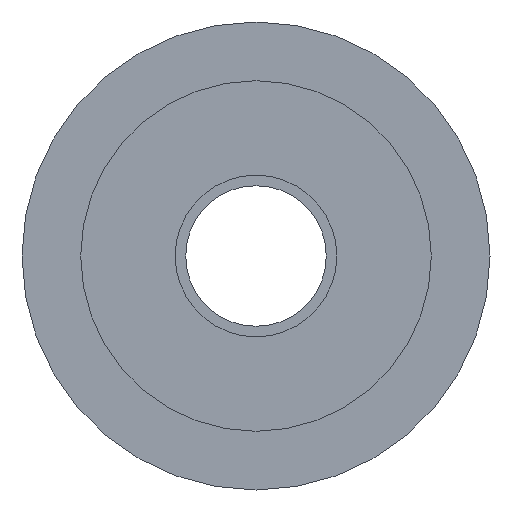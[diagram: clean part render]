
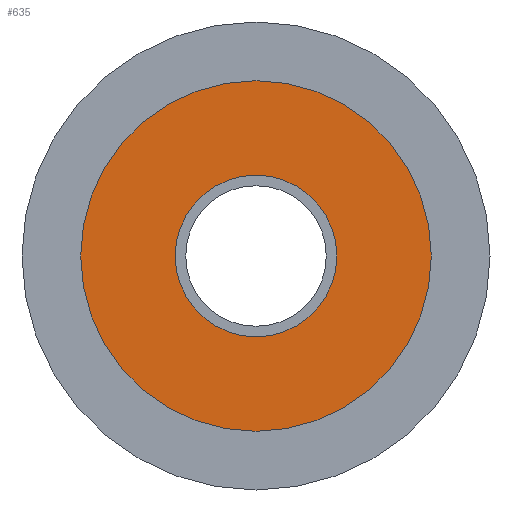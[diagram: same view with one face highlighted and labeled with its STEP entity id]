
A CAD part, front view. The second image highlights one B-rep face of the part: STEP entity #635.
In plain terms, the highlighted planar face has unit normal (0, -1, 0).
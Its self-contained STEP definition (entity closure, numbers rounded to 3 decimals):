
#68=FACE_BOUND('',#155,.T.);
#84=PLANE('',#834);
#112=FACE_OUTER_BOUND('',#154,.T.);
#154=EDGE_LOOP('',(#464,#465));
#155=EDGE_LOOP('',(#466));
#265=CIRCLE('',#824,9.5);
#272=CIRCLE('',#835,20.6);
#273=CIRCLE('',#836,20.6);
#305=VERTEX_POINT('',#1130);
#312=VERTEX_POINT('',#1151);
#313=VERTEX_POINT('',#1152);
#362=EDGE_CURVE('',#305,#305,#265,.T.);
#371=EDGE_CURVE('',#312,#313,#272,.T.);
#372=EDGE_CURVE('',#313,#312,#273,.T.);
#464=ORIENTED_EDGE('',*,*,#371,.F.);
#465=ORIENTED_EDGE('',*,*,#372,.F.);
#466=ORIENTED_EDGE('',*,*,#362,.T.);
#635=ADVANCED_FACE('',(#112,#68),#84,.T.);
#824=AXIS2_PLACEMENT_3D('',#1132,#921,#922);
#834=AXIS2_PLACEMENT_3D('',#1150,#943,#944);
#835=AXIS2_PLACEMENT_3D('',#1153,#945,#946);
#836=AXIS2_PLACEMENT_3D('',#1154,#947,#948);
#921=DIRECTION('center_axis',(0.,1.,0.));
#922=DIRECTION('ref_axis',(-1.,0.,0.));
#943=DIRECTION('center_axis',(0.,-1.,0.));
#944=DIRECTION('ref_axis',(0.,0.,-1.));
#945=DIRECTION('center_axis',(0.,1.,0.));
#946=DIRECTION('ref_axis',(1.,0.,0.));
#947=DIRECTION('center_axis',(0.,1.,0.));
#948=DIRECTION('ref_axis',(1.,0.,0.));
#1130=CARTESIAN_POINT('',(9.5,2.5,0.));
#1132=CARTESIAN_POINT('Origin',(0.,2.5,0.));
#1150=CARTESIAN_POINT('Origin',(-20.6,2.5,0.));
#1151=CARTESIAN_POINT('',(-20.6,2.5,0.));
#1152=CARTESIAN_POINT('',(20.6,2.5,0.));
#1153=CARTESIAN_POINT('Origin',(0.,2.5,0.));
#1154=CARTESIAN_POINT('Origin',(0.,2.5,0.));
